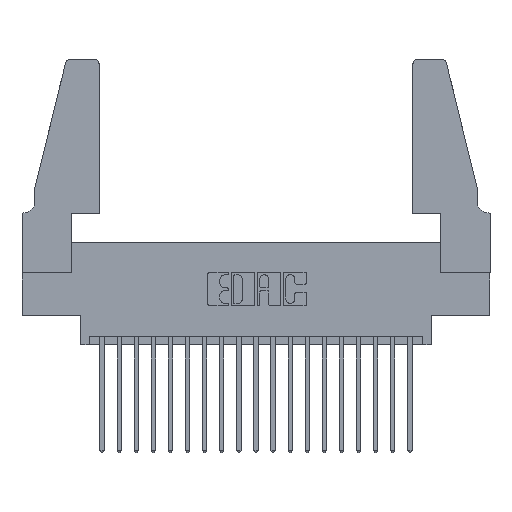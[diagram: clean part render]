
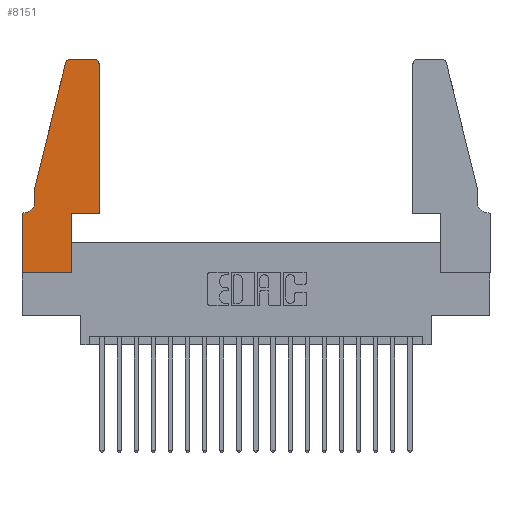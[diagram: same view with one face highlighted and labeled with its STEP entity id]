
A CAD part, top view. The second image highlights one B-rep face of the part: STEP entity #8151.
In plain terms, the highlighted planar face has unit normal (0, 0, 1).
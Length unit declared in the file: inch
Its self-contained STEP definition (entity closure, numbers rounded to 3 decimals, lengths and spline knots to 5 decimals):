
#572 = DIRECTION ( 'NONE',  ( 0., 0., 1. ) ) ;
#727 = CARTESIAN_POINT ( 'NONE',  ( 0.4505, 0.35, 0.37 ) ) ;
#731 = CARTESIAN_POINT ( 'NONE',  ( 0.0055, 0.35, 0.37 ) ) ;
#937 = ORIENTED_EDGE ( 'NONE', *, *, #16072, .T. ) ;
#1203 = CARTESIAN_POINT ( 'NONE',  ( 0.4205, 1.22, 0.37 ) ) ;
#1611 = AXIS2_PLACEMENT_3D ( 'NONE', #7809, #18486, #9396 ) ;
#2024 = VERTEX_POINT ( 'NONE', #2676 ) ;
#2319 = VECTOR ( 'NONE', #4643, 39.37008 ) ;
#2450 = VECTOR ( 'NONE', #11566, 39.37008 ) ;
#2676 = CARTESIAN_POINT ( 'NONE',  ( 0.25487, 1.22718, 0.37 ) ) ;
#2914 = DIRECTION ( 'NONE',  ( 1., 0., 0. ) ) ;
#2979 = VECTOR ( 'NONE', #8736, 39.37008 ) ;
#3313 = VERTEX_POINT ( 'NONE', #14226 ) ;
#3320 = ORIENTED_EDGE ( 'NONE', *, *, #10522, .T. ) ;
#3545 = VERTEX_POINT ( 'NONE', #17571 ) ;
#3758 = CARTESIAN_POINT ( 'NONE',  ( 0.4505, 0.35, 0.37 ) ) ;
#4034 = CARTESIAN_POINT ( 'NONE',  ( 0., 0.35, 0.37 ) ) ;
#4098 = DIRECTION ( 'NONE',  ( 1., 0., 0. ) ) ;
#4183 = VECTOR ( 'NONE', #15681, 39.37008 ) ;
#4643 = DIRECTION ( 'NONE',  ( 0., -1., 0. ) ) ;
#4715 = AXIS2_PLACEMENT_3D ( 'NONE', #10416, #572, #11975 ) ;
#4804 = EDGE_CURVE ( 'NONE', #11249, #7878, #10954, .T. ) ;
#5014 = ORIENTED_EDGE ( 'NONE', *, *, #18965, .T. ) ;
#5070 = CARTESIAN_POINT ( 'NONE',  ( 0.0755, 0.5, 0.37 ) ) ;
#5366 = DIRECTION ( 'NONE',  ( 0., -1., 0. ) ) ;
#5462 = DIRECTION ( 'NONE',  ( 0., 1., 0. ) ) ;
#5571 = EDGE_CURVE ( 'NONE', #7480, #11249, #8636, .T. ) ;
#6348 = EDGE_CURVE ( 'NONE', #15909, #3545, #6816, .T. ) ;
#6499 = CARTESIAN_POINT ( 'NONE',  ( 0.2865, 0., 0.37 ) ) ;
#6671 = DIRECTION ( 'NONE',  ( 0., 1., 0. ) ) ;
#6816 = LINE ( 'NONE', #11385, #18565 ) ;
#7110 = CARTESIAN_POINT ( 'NONE',  ( 0.4505, 0.35, 0.37 ) ) ;
#7150 = AXIS2_PLACEMENT_3D ( 'NONE', #1203, #12523, #2914 ) ;
#7286 = CARTESIAN_POINT ( 'NONE',  ( 0., 0.35, 0.37 ) ) ;
#7480 = VERTEX_POINT ( 'NONE', #731 ) ;
#7542 = VECTOR ( 'NONE', #5462, 39.37008 ) ;
#7809 = CARTESIAN_POINT ( 'NONE',  ( 0.0055, 0.42, 0.37 ) ) ;
#7878 = VERTEX_POINT ( 'NONE', #12957 ) ;
#8111 = VERTEX_POINT ( 'NONE', #11958 ) ;
#8115 = DIRECTION ( 'NONE',  ( -1., 0., 0. ) ) ;
#8151 = ADVANCED_FACE ( 'NONE', ( #9482 ), #12078, .T. ) ;
#8175 = VECTOR ( 'NONE', #15925, 39.37008 ) ;
#8282 = CARTESIAN_POINT ( 'NONE',  ( 0., 0., 0.37 ) ) ;
#8378 = ORIENTED_EDGE ( 'NONE', *, *, #11823, .T. ) ;
#8636 = LINE ( 'NONE', #12676, #19736 ) ;
#8736 = DIRECTION ( 'NONE',  ( 1., 0., 0. ) ) ;
#8892 = EDGE_CURVE ( 'NONE', #19516, #7480, #16371, .T. ) ;
#9315 = VERTEX_POINT ( 'NONE', #10432 ) ;
#9396 = DIRECTION ( 'NONE',  ( -1., 0., 0. ) ) ;
#9469 = LINE ( 'NONE', #13241, #13111 ) ;
#9482 = FACE_OUTER_BOUND ( 'NONE', #18761, .T. ) ;
#9774 = EDGE_CURVE ( 'NONE', #7878, #15909, #10168, .T. ) ;
#10168 = LINE ( 'NONE', #8282, #8175 ) ;
#10416 = CARTESIAN_POINT ( 'NONE',  ( 0.284, 1.22, 0.37 ) ) ;
#10432 = CARTESIAN_POINT ( 'NONE',  ( 0.4205, 1.25, 0.37 ) ) ;
#10466 = ORIENTED_EDGE ( 'NONE', *, *, #14590, .T. ) ;
#10522 = EDGE_CURVE ( 'NONE', #2024, #8111, #15139, .T. ) ;
#10533 = ORIENTED_EDGE ( 'NONE', *, *, #18904, .T. ) ;
#10744 = CIRCLE ( 'NONE', #4715, 0.03 ) ;
#10954 = LINE ( 'NONE', #11018, #2319 ) ;
#10993 = CARTESIAN_POINT ( 'NONE',  ( 0.284, 1.25, 0.37 ) ) ;
#11018 = CARTESIAN_POINT ( 'NONE',  ( 0., 0., 0.37 ) ) ;
#11249 = VERTEX_POINT ( 'NONE', #7286 ) ;
#11385 = CARTESIAN_POINT ( 'NONE',  ( 0.2865, 0.35, 0.37 ) ) ;
#11566 = DIRECTION ( 'NONE',  ( -0.239, -0.971, 0. ) ) ;
#11583 = LINE ( 'NONE', #7110, #2979 ) ;
#11823 = EDGE_CURVE ( 'NONE', #3545, #13786, #11583, .T. ) ;
#11958 = CARTESIAN_POINT ( 'NONE',  ( 0.0755, 0.5, 0.37 ) ) ;
#11975 = DIRECTION ( 'NONE',  ( 1., 0., 0. ) ) ;
#12078 = PLANE ( 'NONE',  #18588 ) ;
#12523 = DIRECTION ( 'NONE',  ( 0., 0., 1. ) ) ;
#12650 = LINE ( 'NONE', #14171, #4183 ) ;
#12676 = CARTESIAN_POINT ( 'NONE',  ( 0.0755, 0.35, 0.37 ) ) ;
#12738 = VERTEX_POINT ( 'NONE', #10993 ) ;
#12825 = ORIENTED_EDGE ( 'NONE', *, *, #5571, .T. ) ;
#12957 = CARTESIAN_POINT ( 'NONE',  ( 0., 0., 0.37 ) ) ;
#13111 = VECTOR ( 'NONE', #5366, 39.37008 ) ;
#13241 = CARTESIAN_POINT ( 'NONE',  ( 0.0755, 0.5, 0.37 ) ) ;
#13643 = DIRECTION ( 'NONE',  ( 0., 0., 1. ) ) ;
#13786 = VERTEX_POINT ( 'NONE', #727 ) ;
#14144 = CARTESIAN_POINT ( 'NONE',  ( 0.0755, 0.42, 0.37 ) ) ;
#14171 = CARTESIAN_POINT ( 'NONE',  ( 0.2605, 1.25, 0.37 ) ) ;
#14226 = CARTESIAN_POINT ( 'NONE',  ( 0.4505, 1.22, 0.37 ) ) ;
#14244 = ORIENTED_EDGE ( 'NONE', *, *, #6348, .T. ) ;
#14590 = EDGE_CURVE ( 'NONE', #3313, #9315, #16918, .T. ) ;
#14670 = ORIENTED_EDGE ( 'NONE', *, *, #8892, .T. ) ;
#15139 = LINE ( 'NONE', #5070, #2450 ) ;
#15280 = EDGE_CURVE ( 'NONE', #9315, #12738, #12650, .T. ) ;
#15681 = DIRECTION ( 'NONE',  ( -1., 0., 0. ) ) ;
#15909 = VERTEX_POINT ( 'NONE', #6499 ) ;
#15925 = DIRECTION ( 'NONE',  ( 1., 0., 0. ) ) ;
#16072 = EDGE_CURVE ( 'NONE', #8111, #19516, #9469, .T. ) ;
#16371 = CIRCLE ( 'NONE', #1611, 0.07 ) ;
#16662 = LINE ( 'NONE', #3758, #7542 ) ;
#16918 = CIRCLE ( 'NONE', #7150, 0.03 ) ;
#17571 = CARTESIAN_POINT ( 'NONE',  ( 0.2865, 0.35, 0.37 ) ) ;
#18486 = DIRECTION ( 'NONE',  ( 0., 0., -1. ) ) ;
#18565 = VECTOR ( 'NONE', #6671, 39.37008 ) ;
#18588 = AXIS2_PLACEMENT_3D ( 'NONE', #4034, #13643, #4098 ) ;
#18761 = EDGE_LOOP ( 'NONE', ( #19765, #5014, #3320, #937, #14670, #12825, #19009, #19842, #14244, #8378, #10533, #10466 ) ) ;
#18904 = EDGE_CURVE ( 'NONE', #13786, #3313, #16662, .T. ) ;
#18965 = EDGE_CURVE ( 'NONE', #12738, #2024, #10744, .T. ) ;
#19009 = ORIENTED_EDGE ( 'NONE', *, *, #4804, .T. ) ;
#19516 = VERTEX_POINT ( 'NONE', #14144 ) ;
#19736 = VECTOR ( 'NONE', #8115, 39.37008 ) ;
#19765 = ORIENTED_EDGE ( 'NONE', *, *, #15280, .T. ) ;
#19842 = ORIENTED_EDGE ( 'NONE', *, *, #9774, .T. ) ;
